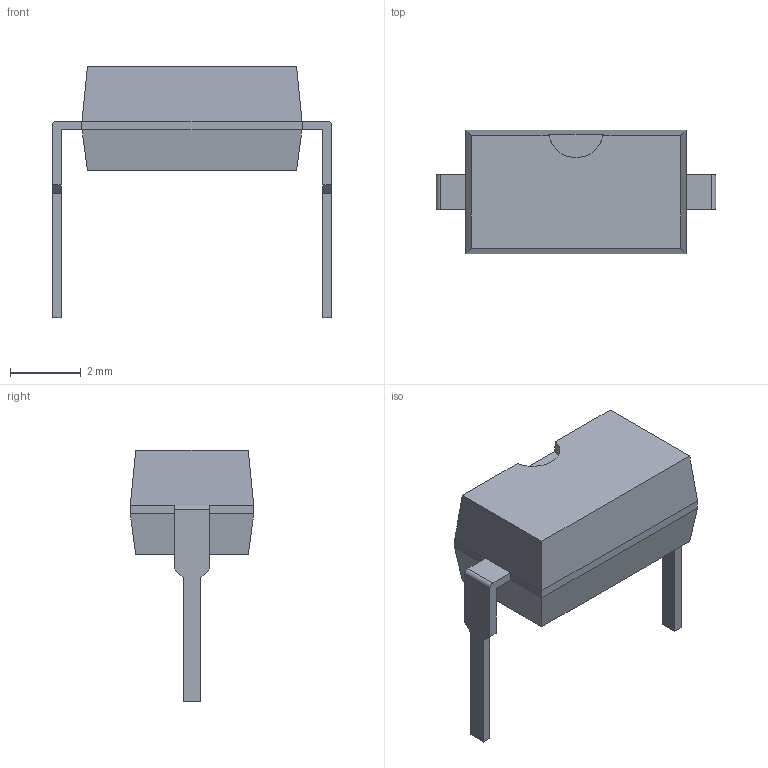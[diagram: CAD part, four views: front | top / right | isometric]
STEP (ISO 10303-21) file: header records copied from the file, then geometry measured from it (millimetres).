
FILE_DESCRIPTION(('FreeCAD Model'),'2;1');
FILE_NAME('274456.1.1.stp','2020-04-08T06:23:11',( 'Author'),(''),'Open CASCADE STEP processor 6.9','FreeCAD','Unknown' );
FILE_SCHEMA(('AUTOMOTIVE_DESIGN { 1 0 10303 214 1 1 1 1 }'));
Length unit declared in the file: millimetre
Products named in the file (3): ASSEMBLY; Body; PinsArrayLR
Assembly tree (2 placements, depth 2):
  ASSEMBLY
    Body
    PinsArrayLR
Bounding box: 7.87 x 3.48 x 7.1 mm (x, y, z)
Volume: 61.6 mm3; surface area: 117.6 mm2
Topology: 3 solids, 3 shells, 42 faces, 100 edges, 64 vertices
Faces by surface type: plane 39, cylinder 3
Entity records: 2577 total; most frequent: CARTESIAN_POINT 439, DIRECTION 392, LINE 280, VECTOR 280, ORIENTED_EDGE 200, PCURVE 200, DEFINITIONAL_REPRESENTATION 200, EDGE_CURVE 100
